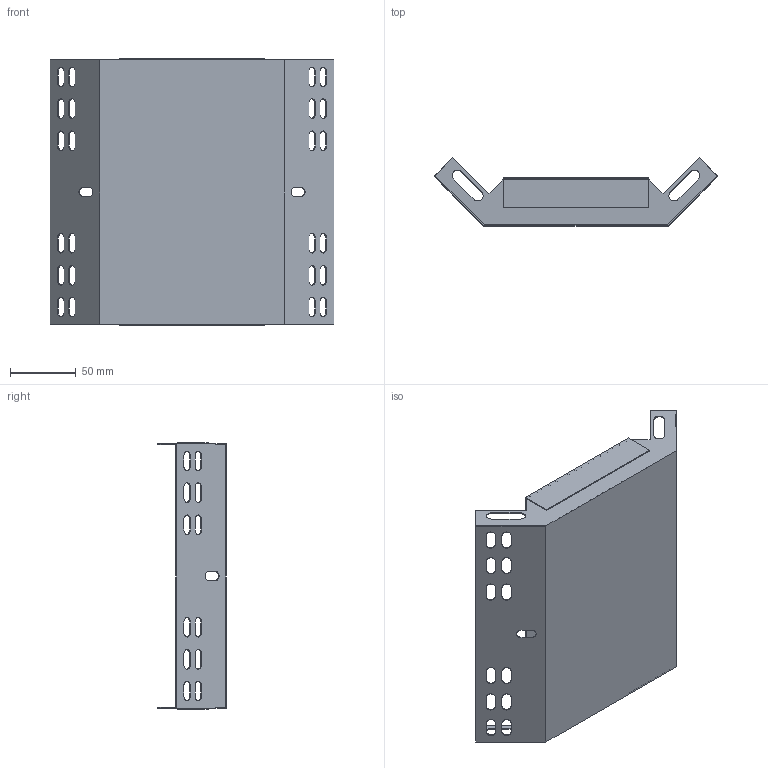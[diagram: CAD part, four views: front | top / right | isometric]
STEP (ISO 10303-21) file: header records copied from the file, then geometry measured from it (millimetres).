
FILE_DESCRIPTION (( 'STEP AP203' ), '1' );
FILE_NAME ('CLP1V-035-200-1 Ïîâîðîò íà 90 ãð. âåðòèêàëüíûé âíóòðåííèé 35õ200 ìì..STEP', '2016-03-04T09:19:07', ( '' ), ( '' ), 'SwSTEP 2.0', 'SolidWorks 2014', '' );
FILE_SCHEMA (( 'CONFIG_CONTROL_DESIGN' ));
Length unit declared in the file: millimetre
Products named in the file (1): CLP1V-035-200-1 Ïîâîðîò íà 90 ãð. âåðòèêàëüíûé âíóòðåííèé 35õ200 ìì.
Bounding box: 216.07 x 51.99 x 203.2 mm (x, y, z)
Volume: 69138.1 mm3; surface area: 175166.5 mm2
Topology: 2 solids, 2 shells, 152 faces, 444 edges, 296 vertices
Faces by surface type: plane 92, cylinder 60
Entity records: 5243 total; most frequent: CARTESIAN_POINT 893, ORIENTED_EDGE 888, DIRECTION 870, EDGE_CURVE 444, LINE 324, VECTOR 324, VERTEX_POINT 296, AXIS2_PLACEMENT_3D 273
